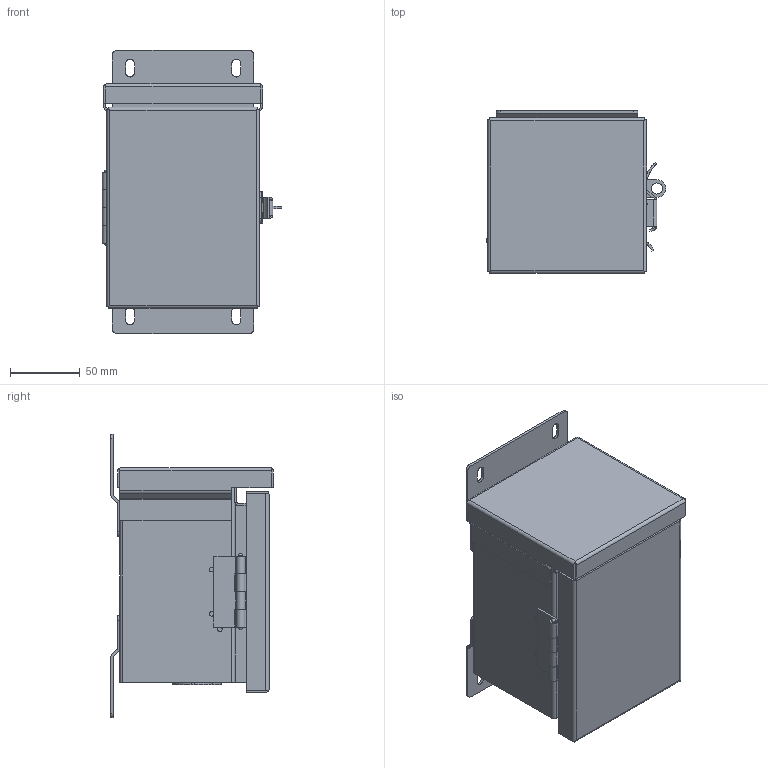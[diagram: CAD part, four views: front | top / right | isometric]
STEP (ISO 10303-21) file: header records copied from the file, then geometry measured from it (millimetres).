
FILE_DESCRIPTION (( 'STEP AP203' ), '1' );
FILE_NAME ('C3R644HCR_Default.step', '2019-11-12T21:13:43', ( '' ), ( '' ), 'SwSTEP 2.0', 'SolidWorks 2019', '' );
FILE_SCHEMA (( 'CONFIG_CONTROL_DESIGN' ));
Length unit declared in the file: inch
Products named in the file (1): C3R644HCR_Default
Bounding box: 128.78 x 116.83 x 203.2 mm (x, y, z)
Volume: 240694.1 mm3; surface area: 296837 mm2
Topology: 28 solids, 28 shells, 721 faces, 1845 edges, 1182 vertices
Faces by surface type: plane 418, cylinder 250, bspline 29, cone 24
Entity records: 22446 total; most frequent: CARTESIAN_POINT 4711, DIRECTION 3697, ORIENTED_EDGE 3666, EDGE_CURVE 1833, AXIS2_PLACEMENT_3D 1236, LINE 1225, VECTOR 1225, VERTEX_POINT 1182
